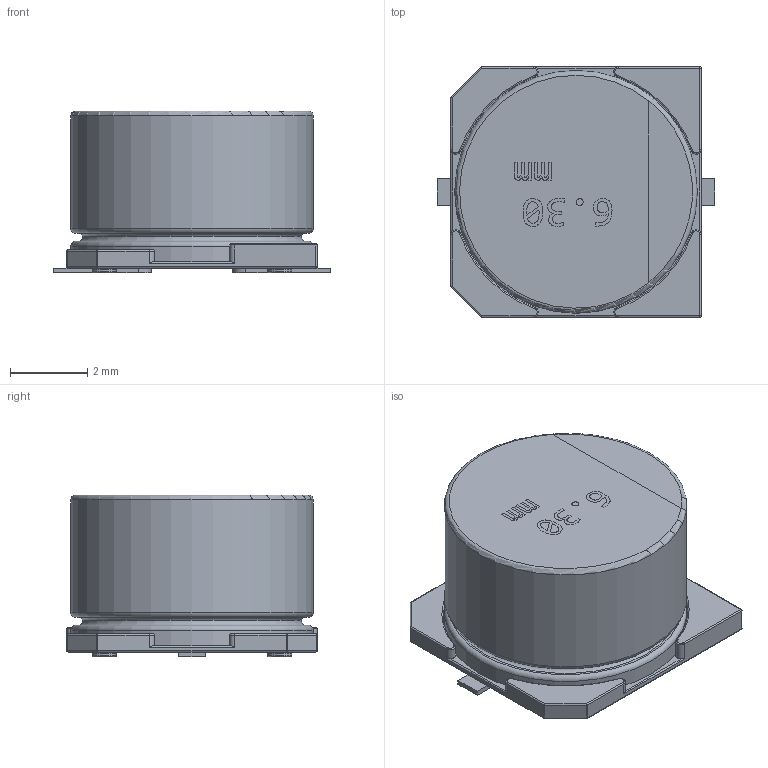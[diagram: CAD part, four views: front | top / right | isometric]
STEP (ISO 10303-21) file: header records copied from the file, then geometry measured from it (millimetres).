
FILE_DESCRIPTION(/* description */ (''),/* implementation_level */ '2;1');
FILE_NAME(/* name */ 'CAP SMT ALPOLY D6.30 H4.20 S6.50.step',/* time_stamp */ '2020-11-17T22:37:46+02:00',/* author */ (''),/* organization */ (''),/* preprocessor_version */ 'ST-DEVELOPER v18.1',/* originating_system */ 'Autodesk Translation Framework v9.3.0.1241',/* authorisation */ '');
FILE_SCHEMA (('AUTOMOTIVE_DESIGN { 1 0 10303 214 3 1 1 }'));
Length unit declared in the file: millimetre
Products named in the file (1): Model - SMT CAP POLY
Bounding box: 7.2 x 6.5 x 4.2 mm (x, y, z)
Volume: 131.4 mm3; surface area: 185.7 mm2
Topology: 1 solids, 1 shells, 122 faces, 467 edges, 363 vertices
Faces by surface type: cylinder 46, plane 39, torus 25, sphere 12
Full cylindrical faces by diameter (mm): 0.63 x4, 6.3 x2
Entity records: 5635 total; most frequent: CARTESIAN_POINT 1729, ORIENTED_EDGE 934, DIRECTION 660, EDGE_CURVE 467, VERTEX_POINT 363, AXIS2_PLACEMENT_3D 262, B_SPLINE_CURVE_WITH_KNOTS 192, CIRCLE 139
